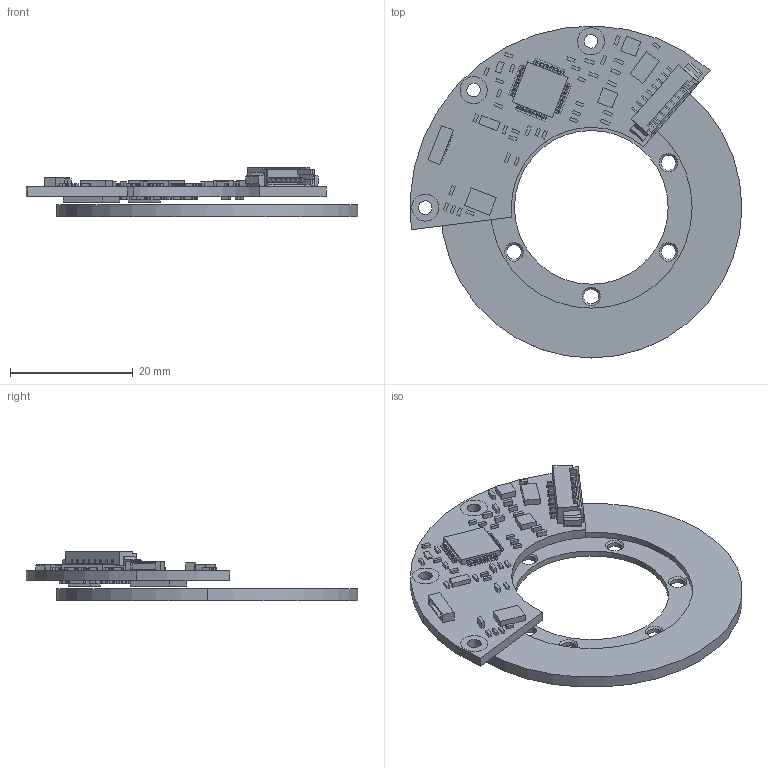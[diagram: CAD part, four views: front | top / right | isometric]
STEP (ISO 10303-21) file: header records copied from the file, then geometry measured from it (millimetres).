
FILE_DESCRIPTION (( 'STEP AP214' ), '1' );
FILE_NAME ('IAM49 20240506-¶àÈ¦.STEP', '2024-05-06T07:25:13', ( '' ), ( '' ), 'SwSTEP 2.0', 'SolidWorks 2018', '' );
FILE_SCHEMA (( 'AUTOMOTIVE_DESIGN' ));
Length unit declared in the file: millimetre
Products named in the file (3): IAM49 蛌赽A; IAM49 20240506-多圈; 20240506 IAM49多圈定子
Assembly tree (2 placements, depth 2):
  IAM49 20240506-多圈
    20240506 IAM49多圈定子
    IAM49 蛌赽A
Bounding box: 53.96 x 53.99 x 8.1 mm (x, y, z)
Volume: 4017.5 mm3; surface area: 6091.2 mm2
Topology: 25 solids, 25 shells, 1359 faces, 3503 edges, 2298 vertices
Faces by surface type: plane 1153, cylinder 194, cone 12
Entity records: 55626 total; most frequent: CARTESIAN_POINT 7597, ORIENTED_EDGE 7006, DIRECTION 6487, EDGE_CURVE 3503, VECTOR 2959, LINE 2959, VERTEX_POINT 2298, AXIS2_PLACEMENT_3D 1764
